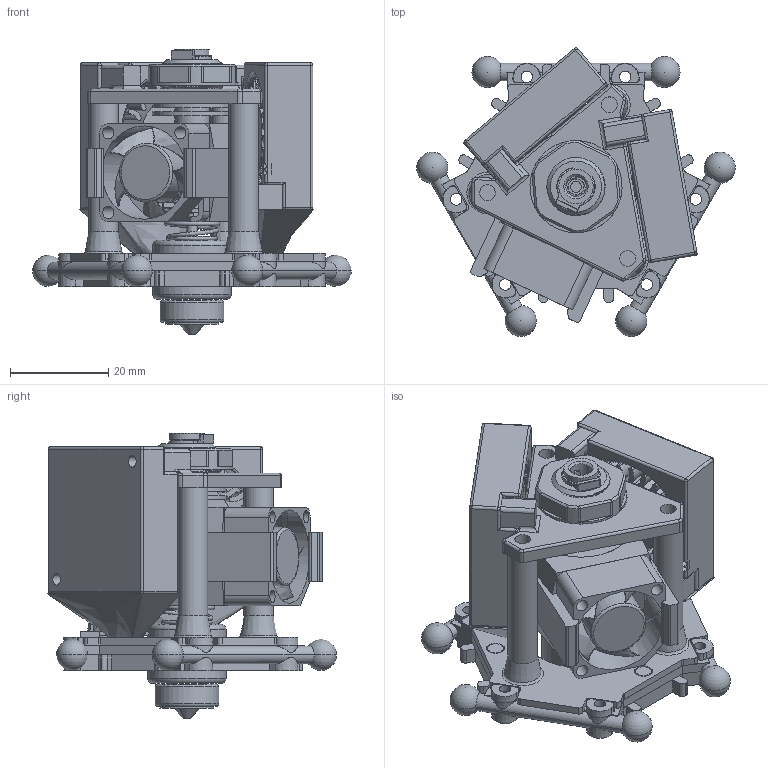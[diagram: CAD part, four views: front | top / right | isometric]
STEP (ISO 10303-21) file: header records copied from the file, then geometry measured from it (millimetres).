
FILE_DESCRIPTION(/* description */ (''),/* implementation_level */ '2;1');
FILE_NAME(/* name */ 'Eris Revo 3010 Effector Mount.step',/* time_stamp */ '2023-09-13T09:52:40-05:00',/* author */ (''),/* organization */ (''),/* preprocessor_version */ 'ST-DEVELOPER v20',/* originating_system */ 'Autodesk Translation Framework v12.9.0.99',/* authorisation */ '');
FILE_SCHEMA (('AUTOMOTIVE_DESIGN { 1 0 10303 214 3 1 1 }'));
Products named in the file (15): Eris J-Head Update Effector; 71200 HE280 Assembly_86005 Platform; E3D_Revo_Micro; Heatblock; Nozzle; Threaded_Nut; Spring; Heatbreak; Heatsink; Cable_Exit; Coupling_Clip; 20x20x10_Fan; Fan_Mount; Coupling; 71200 HE280 Assembly_Blower 30mm x 30mm x 10mm
Assembly tree (15 placements, depth 3):
  Eris J-Head Update Effector
    71200 HE280 Assembly_86005 Platform
    71200 HE280 Assembly_Blower 30mm x 30mm x 10mm  x2
    E3D_Revo_Micro
      Heatblock
      Nozzle
      Threaded_Nut
      Spring
      Heatbreak
      Heatsink
      Cable_Exit
      Coupling_Clip
      20x20x10_Fan
      Fan_Mount
      Coupling
Bounding box: 64.85 x 58.82 x 58.1 mm (x, y, z)
Volume: 19741.8 mm3; surface area: 43305.1 mm2
Topology: 13 solids, 774 shells, 1393 faces, 5253 edges, 4640 vertices
Faces by surface type: cylinder 619, plane 564, bspline 72, cone 63, sphere 38, torus 37
Full cylindrical faces by diameter (mm): 1.5 x4, 2.2 x1, 2.5 x3, 3.2 x7, 3.6 x3, 4 x1, 4.16 x1, 4.9 x1, 5 x1, 6 x3, 7 x13, 9 x1, 10.137 x3, 10.5 x1, 11 x1, 11.85 x3, 11.94 x1, 12 x1, 12.2 x1, 12.5 x1, 13 x1, 16 x3, 18.75 x1, 19 x1, 20 x11
Entity records: 63183 total; most frequent: CARTESIAN_POINT 26502, DIRECTION 7474, ORIENTED_EDGE 5721, EDGE_CURVE 4117, VERTEX_POINT 3543, AXIS2_PLACEMENT_3D 2616, LINE 2242, VECTOR 2242
